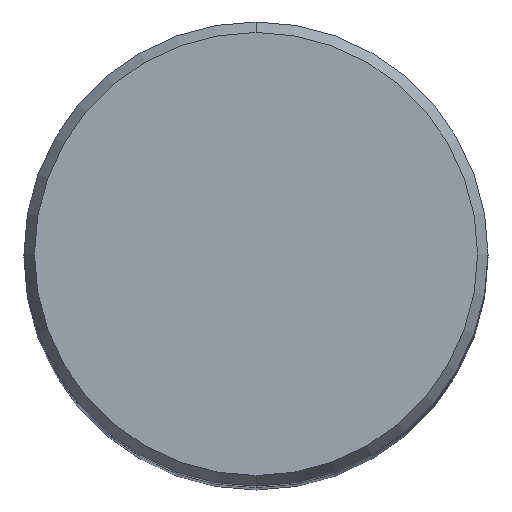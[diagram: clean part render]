
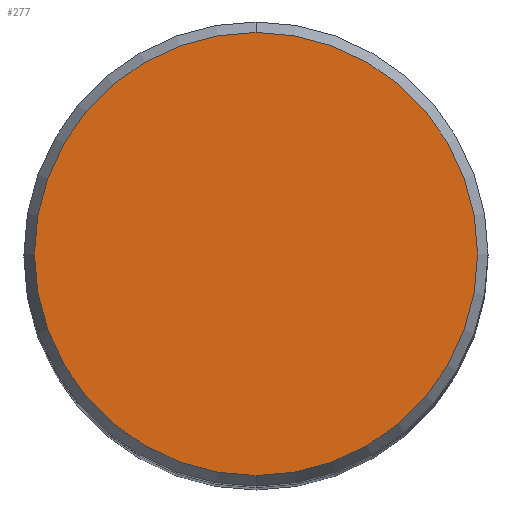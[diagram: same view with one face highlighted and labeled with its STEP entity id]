
A CAD part, top view. The second image highlights one B-rep face of the part: STEP entity #277.
In plain terms, the highlighted planar face has unit normal (0, 0, 1).
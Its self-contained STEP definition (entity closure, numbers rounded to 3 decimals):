
#147=VERTEX_POINT('',#369);
#277=ADVANCED_FACE('',(#514),#515,.T.);
#309=EDGE_CURVE('',#147,#325,#554,.T.);
#317=EDGE_CURVE('',#325,#147,#562,.T.);
#325=VERTEX_POINT('',#572);
#369=CARTESIAN_POINT('',(0.0,24.255,0.01));
#514=FACE_OUTER_BOUND('',#801,.T.);
#515=PLANE('',#802);
#554=CIRCLE('',#848,24.255);
#562=CIRCLE('',#860,24.255);
#572=CARTESIAN_POINT('',(0.,-24.255,0.01));
#801=EDGE_LOOP('',(#1082,#1083));
#802=AXIS2_PLACEMENT_3D('',#1084,#1085,#1086);
#848=AXIS2_PLACEMENT_3D('',#1146,#1147,#1148);
#860=AXIS2_PLACEMENT_3D('',#1153,#1154,#1155);
#1082=ORIENTED_EDGE('',*,*,#309,.F.);
#1083=ORIENTED_EDGE('',*,*,#317,.F.);
#1084=CARTESIAN_POINT('',(0.0,12.127,0.01));
#1085=DIRECTION('',(-0.0,0.0,1.0));
#1086=DIRECTION('',(0.0,-1.0,0.0));
#1146=CARTESIAN_POINT('',(0.0,0.0,0.01));
#1147=DIRECTION('',(0.0,0.0,-1.0));
#1148=DIRECTION('',(0.0,1.0,0.0));
#1153=CARTESIAN_POINT('',(0.0,0.0,0.01));
#1154=DIRECTION('',(0.0,0.0,-1.0));
#1155=DIRECTION('',(0.0,1.0,0.0));
